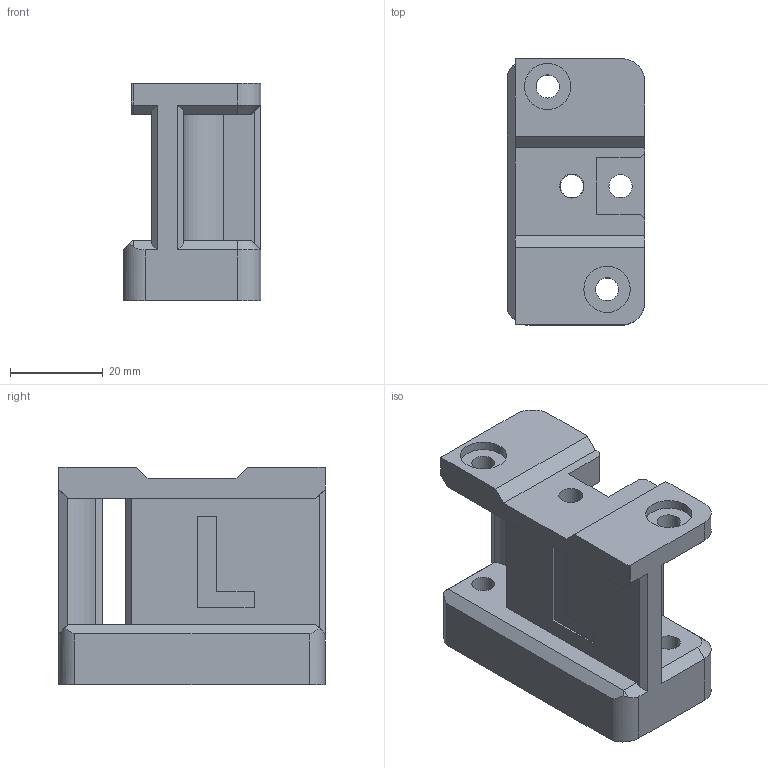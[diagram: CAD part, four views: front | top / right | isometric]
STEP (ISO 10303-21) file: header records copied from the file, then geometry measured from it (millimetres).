
FILE_DESCRIPTION(/* description */ ('STEP AP214'),/* implementation_level */ '2;1');
FILE_NAME(/* name */ '603a474f83511015a261f047',/* time_stamp */ '2021-02-27T13:21:20+00:00',/* author */ (''),/* organization */ (''),/* preprocessor_version */ 'ST-DEVELOPER v18.1',/* originating_system */ ' ',/* authorisation */ ' ');
FILE_SCHEMA (('AUTOMOTIVE_DESIGN {1 0 10303 214 3 1 1}'));
Length unit declared in the file: metre
Products named in the file (1): xy_joiner_left
Bounding box: 29.75 x 57.5 x 47 mm (x, y, z)
Volume: 41066 mm3; surface area: 15045.8 mm2
Topology: 1 solids, 1 shells, 111 faces, 308 edges, 202 vertices
Faces by surface type: plane 84, cylinder 21, cone 6
Full cylindrical faces by diameter (mm): 5 x6, 5.2 x1, 9 x2, 10 x2
Entity records: 3521 total; most frequent: CARTESIAN_POINT 627, ORIENTED_EDGE 592, DIRECTION 569, EDGE_CURVE 296, LINE 235, VECTOR 235, VERTEX_POINT 201, AXIS2_PLACEMENT_3D 167
